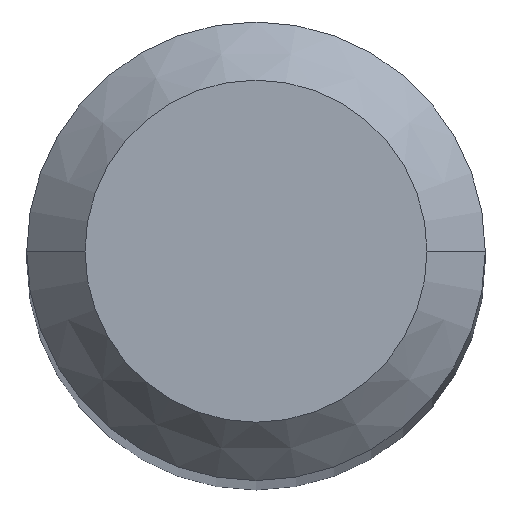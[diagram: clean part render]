
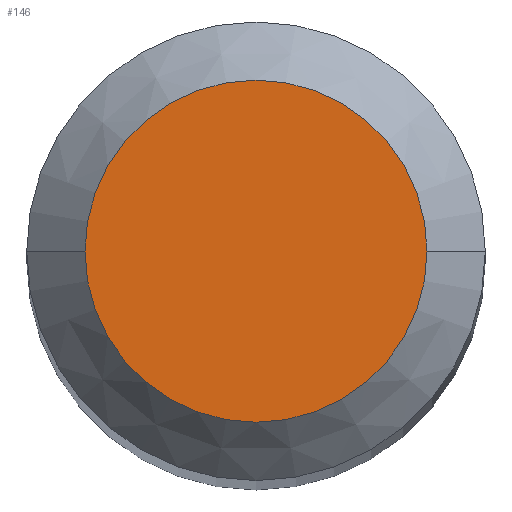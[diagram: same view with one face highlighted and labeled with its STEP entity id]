
A CAD part, top view. The second image highlights one B-rep face of the part: STEP entity #146.
In plain terms, the highlighted planar face has unit normal (0, 0, 1).
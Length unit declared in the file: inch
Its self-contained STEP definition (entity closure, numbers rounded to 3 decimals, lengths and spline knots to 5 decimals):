
#10 = CARTESIAN_POINT ( 'NONE',  ( 0., 0., 1.49606 ) ) ;
#15 = PLANE ( 'NONE',  #195 ) ;
#22 = EDGE_CURVE ( 'NONE', #138, #103, #182, .T. ) ;
#31 = AXIS2_PLACEMENT_3D ( 'NONE', #10, #71, #90 ) ;
#33 = DIRECTION ( 'NONE',  ( 1., 0., 0. ) ) ;
#35 = EDGE_CURVE ( 'NONE', #103, #138, #216, .T. ) ;
#39 = FACE_OUTER_BOUND ( 'NONE', #237, .T. ) ;
#41 = ORIENTED_EDGE ( 'NONE', *, *, #22, .T. ) ;
#49 = AXIS2_PLACEMENT_3D ( 'NONE', #222, #114, #33 ) ;
#71 = DIRECTION ( 'NONE',  ( 0., 0., 1. ) ) ;
#90 = DIRECTION ( 'NONE',  ( 1., 0., 0. ) ) ;
#103 = VERTEX_POINT ( 'NONE', #229 ) ;
#110 = ORIENTED_EDGE ( 'NONE', *, *, #35, .T. ) ;
#114 = DIRECTION ( 'NONE',  ( 0., 0., 1. ) ) ;
#119 = DIRECTION ( 'NONE',  ( 1., 0., 0. ) ) ;
#138 = VERTEX_POINT ( 'NONE', #192 ) ;
#146 = ADVANCED_FACE ( 'NONE', ( #39 ), #15, .T. ) ;
#154 = DIRECTION ( 'NONE',  ( 0., 0., 1. ) ) ;
#172 = CARTESIAN_POINT ( 'NONE',  ( 0., 0., 1.49606 ) ) ;
#182 = CIRCLE ( 'NONE', #49, 0.04405 ) ;
#192 = CARTESIAN_POINT ( 'NONE',  ( -0.04405, 0., 1.49606 ) ) ;
#195 = AXIS2_PLACEMENT_3D ( 'NONE', #172, #154, #119 ) ;
#216 = CIRCLE ( 'NONE', #31, 0.04405 ) ;
#222 = CARTESIAN_POINT ( 'NONE',  ( 0., 0., 1.49606 ) ) ;
#229 = CARTESIAN_POINT ( 'NONE',  ( 0.04405, 0., 1.49606 ) ) ;
#237 = EDGE_LOOP ( 'NONE', ( #41, #110 ) ) ;
